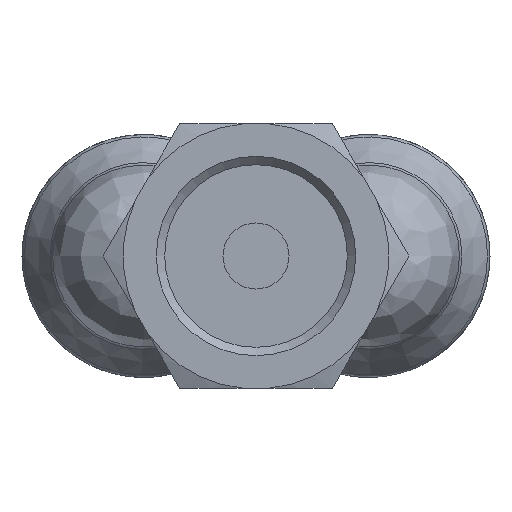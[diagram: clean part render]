
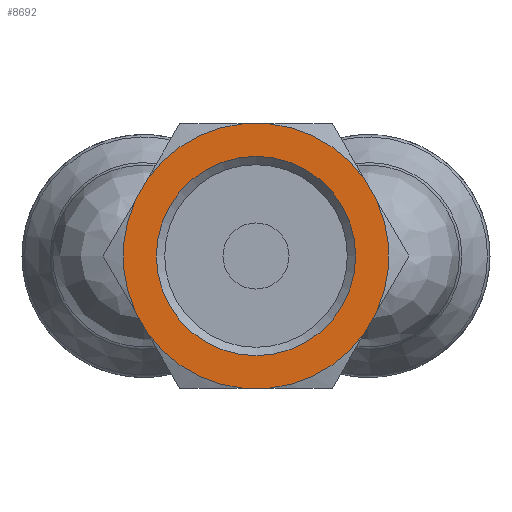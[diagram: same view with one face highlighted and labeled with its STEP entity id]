
A CAD part, front view. The second image highlights one B-rep face of the part: STEP entity #8692.
In plain terms, the highlighted face is planar.
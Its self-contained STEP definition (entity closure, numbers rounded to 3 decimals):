
#8557=CARTESIAN_POINT('',(-25.6,0.,-6.025));
#8558=VERTEX_POINT('',#8557);
#8559=CARTESIAN_POINT('',(-25.6,0.,0.0));
#8560=DIRECTION('',(-1.0,0.0,0.0));
#8561=DIRECTION('',(0.0,0.0,1.0));
#8562=AXIS2_PLACEMENT_3D('',#8559,#8560,#8561);
#8563=CIRCLE('',#8562,6.025);
#8564=EDGE_CURVE('',#8558,#8558,#8563,.T.);
#8580=CARTESIAN_POINT('',(-25.6,6.861,0.0));
#8581=DIRECTION('',(-1.0,0.0,0.0));
#8582=DIRECTION('',(0.0,0.0,1.0));
#8583=AXIS2_PLACEMENT_3D('',#8580,#8581,#8582);
#8584=PLANE('',#8583);
#8585=CARTESIAN_POINT('',(-25.6,7.316,3.327));
#8586=VERTEX_POINT('',#8585);
#8587=CARTESIAN_POINT('',(-25.6,7.316,-3.327));
#8588=VERTEX_POINT('',#8587);
#8589=CARTESIAN_POINT('',(-25.6,0.,0.0));
#8590=DIRECTION('',(-1.0,0.0,0.0));
#8591=DIRECTION('',(0.0,1.0,0.0));
#8592=AXIS2_PLACEMENT_3D('',#8589,#8590,#8591);
#8593=CIRCLE('',#8592,8.038);
#8594=EDGE_CURVE('',#8586,#8588,#8593,.T.);
#8595=ORIENTED_EDGE('',*,*,#8594,.T.);
#8596=CARTESIAN_POINT('',(-25.6,6.54,-4.673));
#8597=VERTEX_POINT('',#8596);
#8598=CARTESIAN_POINT('',(-25.6,6.54,-4.673));
#8599=DIRECTION('',(0.0,0.5,0.866));
#8600=VECTOR('',#8599,1.553);
#8601=LINE('',#8598,#8600);
#8602=EDGE_CURVE('',#8597,#8588,#8601,.T.);
#8603=ORIENTED_EDGE('',*,*,#8602,.F.);
#8604=CARTESIAN_POINT('',(-25.6,0.777,-8.0));
#8605=VERTEX_POINT('',#8604);
#8606=CARTESIAN_POINT('',(-25.6,0.,0.0));
#8607=DIRECTION('',(-1.0,0.0,0.0));
#8608=DIRECTION('',(0.0,1.0,0.0));
#8609=AXIS2_PLACEMENT_3D('',#8606,#8607,#8608);
#8610=CIRCLE('',#8609,8.038);
#8611=EDGE_CURVE('',#8597,#8605,#8610,.T.);
#8612=ORIENTED_EDGE('',*,*,#8611,.T.);
#8613=CARTESIAN_POINT('',(-25.6,-0.777,-8.0));
#8614=VERTEX_POINT('',#8613);
#8615=CARTESIAN_POINT('',(-25.6,-0.777,-8.0));
#8616=DIRECTION('',(0.0,1.0,0.0));
#8617=VECTOR('',#8616,1.553);
#8618=LINE('',#8615,#8617);
#8619=EDGE_CURVE('',#8614,#8605,#8618,.T.);
#8620=ORIENTED_EDGE('',*,*,#8619,.F.);
#8621=CARTESIAN_POINT('',(-25.6,-6.54,-4.673));
#8622=VERTEX_POINT('',#8621);
#8623=CARTESIAN_POINT('',(-25.6,0.,0.0));
#8624=DIRECTION('',(-1.0,0.0,0.0));
#8625=DIRECTION('',(0.0,1.0,0.0));
#8626=AXIS2_PLACEMENT_3D('',#8623,#8624,#8625);
#8627=CIRCLE('',#8626,8.038);
#8628=EDGE_CURVE('',#8614,#8622,#8627,.T.);
#8629=ORIENTED_EDGE('',*,*,#8628,.T.);
#8630=CARTESIAN_POINT('',(-25.6,-7.316,-3.327));
#8631=VERTEX_POINT('',#8630);
#8632=CARTESIAN_POINT('',(-25.6,-7.316,-3.327));
#8633=DIRECTION('',(0.0,0.5,-0.866));
#8634=VECTOR('',#8633,1.553);
#8635=LINE('',#8632,#8634);
#8636=EDGE_CURVE('',#8631,#8622,#8635,.T.);
#8637=ORIENTED_EDGE('',*,*,#8636,.F.);
#8638=CARTESIAN_POINT('',(-25.6,-7.316,3.327));
#8639=VERTEX_POINT('',#8638);
#8640=CARTESIAN_POINT('',(-25.6,0.,0.0));
#8641=DIRECTION('',(-1.0,0.0,0.0));
#8642=DIRECTION('',(0.0,1.0,0.0));
#8643=AXIS2_PLACEMENT_3D('',#8640,#8641,#8642);
#8644=CIRCLE('',#8643,8.038);
#8645=EDGE_CURVE('',#8631,#8639,#8644,.T.);
#8646=ORIENTED_EDGE('',*,*,#8645,.T.);
#8647=CARTESIAN_POINT('',(-25.6,-6.54,4.673));
#8648=VERTEX_POINT('',#8647);
#8649=CARTESIAN_POINT('',(-25.6,-6.54,4.673));
#8650=DIRECTION('',(0.0,-0.5,-0.866));
#8651=VECTOR('',#8650,1.553);
#8652=LINE('',#8649,#8651);
#8653=EDGE_CURVE('',#8648,#8639,#8652,.T.);
#8654=ORIENTED_EDGE('',*,*,#8653,.F.);
#8655=CARTESIAN_POINT('',(-25.6,-0.777,8.));
#8656=VERTEX_POINT('',#8655);
#8657=CARTESIAN_POINT('',(-25.6,0.,0.0));
#8658=DIRECTION('',(-1.0,0.0,0.0));
#8659=DIRECTION('',(0.0,1.0,0.0));
#8660=AXIS2_PLACEMENT_3D('',#8657,#8658,#8659);
#8661=CIRCLE('',#8660,8.038);
#8662=EDGE_CURVE('',#8648,#8656,#8661,.T.);
#8663=ORIENTED_EDGE('',*,*,#8662,.T.);
#8664=CARTESIAN_POINT('',(-25.6,0.777,8.));
#8665=VERTEX_POINT('',#8664);
#8666=CARTESIAN_POINT('',(-25.6,0.777,8.0));
#8667=DIRECTION('',(0.0,-1.0,0.0));
#8668=VECTOR('',#8667,1.553);
#8669=LINE('',#8666,#8668);
#8670=EDGE_CURVE('',#8665,#8656,#8669,.T.);
#8671=ORIENTED_EDGE('',*,*,#8670,.F.);
#8672=CARTESIAN_POINT('',(-25.6,6.54,4.673));
#8673=VERTEX_POINT('',#8672);
#8674=CARTESIAN_POINT('',(-25.6,0.,0.0));
#8675=DIRECTION('',(-1.0,0.0,0.0));
#8676=DIRECTION('',(0.0,1.0,0.0));
#8677=AXIS2_PLACEMENT_3D('',#8674,#8675,#8676);
#8678=CIRCLE('',#8677,8.038);
#8679=EDGE_CURVE('',#8665,#8673,#8678,.T.);
#8680=ORIENTED_EDGE('',*,*,#8679,.T.);
#8681=CARTESIAN_POINT('',(-25.6,7.316,3.327));
#8682=DIRECTION('',(0.0,-0.5,0.866));
#8683=VECTOR('',#8682,1.553);
#8684=LINE('',#8681,#8683);
#8685=EDGE_CURVE('',#8586,#8673,#8684,.T.);
#8686=ORIENTED_EDGE('',*,*,#8685,.F.);
#8687=EDGE_LOOP('',(#8595,#8603,#8612,#8620,#8629,#8637,#8646,#8654,#8663,#8671,#8680,#8686));
#8688=FACE_OUTER_BOUND('',#8687,.T.);
#8689=ORIENTED_EDGE('',*,*,#8564,.F.);
#8690=EDGE_LOOP('',(#8689));
#8691=FACE_BOUND('',#8690,.T.);
#8692=ADVANCED_FACE('',(#8688,#8691),#8584,.T.);
